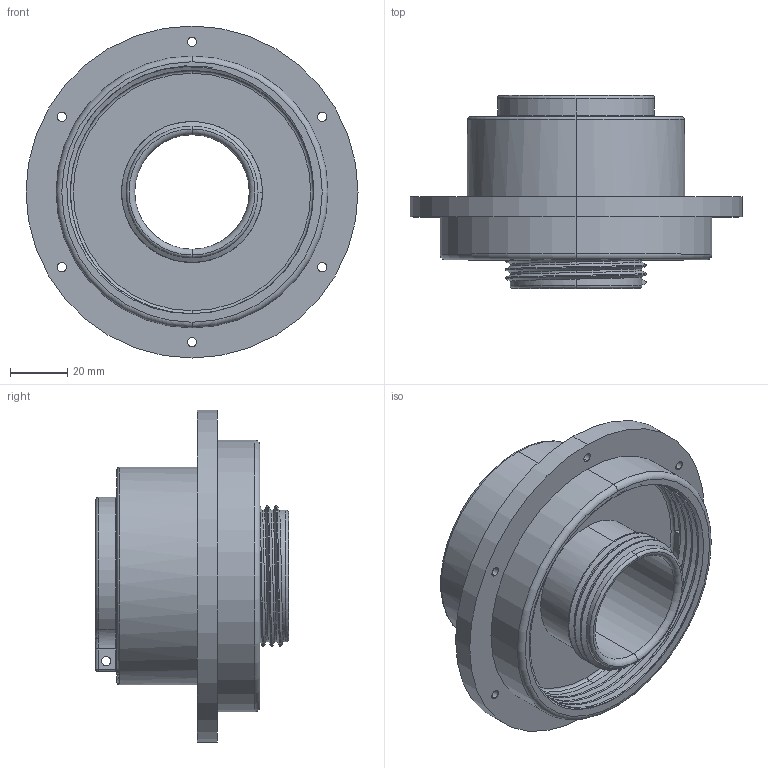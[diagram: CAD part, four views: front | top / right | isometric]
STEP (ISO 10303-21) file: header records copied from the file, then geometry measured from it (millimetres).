
FILE_DESCRIPTION (( 'STEP AP203' ), '1' );
FILE_NAME ('Vacuum_gate01.STEP', '2024-12-16T14:03:07', ( '' ), ( '' ), 'SwSTEP 2.0', 'SolidWorks 2024', '' );
FILE_SCHEMA (( 'CONFIG_CONTROL_DESIGN' ));
Length unit declared in the file: millimetre
Products named in the file (1): Vacuum_gate01
Bounding box: 116 x 67.5 x 116 mm (x, y, z)
Volume: 193808.9 mm3; surface area: 52327.6 mm2
Topology: 1 solids, 1 shells, 138 faces, 338 edges, 202 vertices
Faces by surface type: cylinder 69, torus 33, plane 17, bspline 17, sphere 2
Entity records: 6255 total; most frequent: CARTESIAN_POINT 3025, DIRECTION 681, ORIENTED_EDGE 672, EDGE_CURVE 336, AXIS2_PLACEMENT_3D 294, VERTEX_POINT 202, CIRCLE 172, EDGE_LOOP 158
